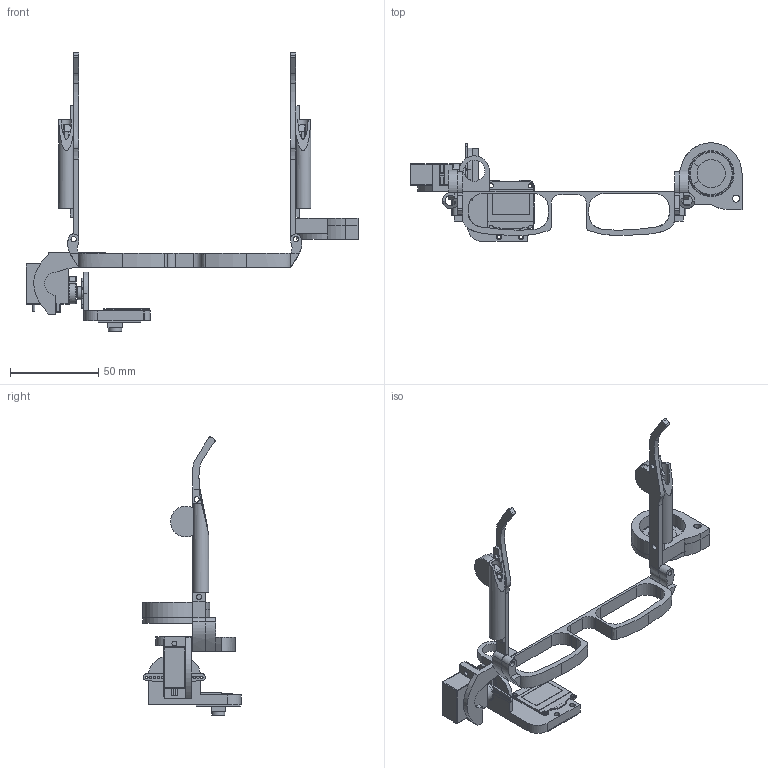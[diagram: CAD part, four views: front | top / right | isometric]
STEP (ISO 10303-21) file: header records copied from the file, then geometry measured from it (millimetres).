
FILE_DESCRIPTION(/* description */ ('','CAx-IF Rec.Pracs.---Representation and Presentation of Product Manufacturing Information (PMI)---4.0---2014-10-13'),/* implementation_level */ '2;1');
FILE_NAME(/* name */ 'DeltaGlasses v8.step',/* time_stamp */ '2025-01-11T23:32:26-05:00',/* author */ (''),/* organization */ (''),/* preprocessor_version */ 'ST-DEVELOPER v20',/* originating_system */ 'Autodesk Translation Framework v13.20.0.188',/* authorisation */ '');
FILE_SCHEMA (('AP242_MANAGED_MODEL_BASED_3D_ENGINEERING_MIM_LF { 1 0 10303 442 1 1 4 }'));
Length unit declared in the file: millimetre
Products named in the file (15): DeltaGlasses; Servo_sg90; servo horn 3; Frame; left connector; right connector; right ear attachment; servo holder; left ear attachment; oled holder; cam mount; 28mm 2W 8 Ohm Speaker; Raspberry Pi  Camera; SSD1306 Oled; SSD1306 OLED_1
Assembly tree (14 placements, depth 3):
  DeltaGlasses
    Servo_sg90
    servo horn 3
    Frame
    left connector
    right connector
    right ear attachment
    servo holder
    left ear attachment
    oled holder
    cam mount
    28mm 2W 8 Ohm Speaker
    Raspberry Pi  Camera
    SSD1306 Oled
      SSD1306 OLED_1
Bounding box: 188.26 x 55.78 x 157.82 mm (x, y, z)
Volume: 47082.2 mm3; surface area: 41181.1 mm2
Topology: 21 solids, 21 shells, 707 faces, 1761 edges, 1089 vertices
Faces by surface type: plane 382, cylinder 229, bspline 51, sphere 18, torus 17, cone 10
Full cylindrical faces by diameter (mm): 1.1 x3, 1.2 x4, 1.35 x12, 2 x4, 2.2 x1, 2.438 x1, 2.5 x4, 2.8 x2, 3 x20, 4 x2, 5 x3, 5.2 x1, 6 x2, 7.2 x1, 7.516 x1, 8 x1, 9.5 x1, 12 x1, 16 x1, 24.244 x1, 25 x1, 26 x2, 27 x1, 28 x1
Entity records: 24336 total; most frequent: CARTESIAN_POINT 7051, ORIENTED_EDGE 3484, DIRECTION 3458, EDGE_CURVE 1742, AXIS2_PLACEMENT_3D 1280, VERTEX_POINT 1089, LINE 898, VECTOR 898
